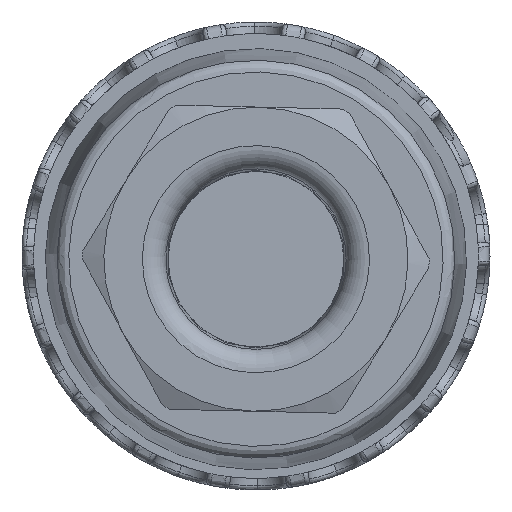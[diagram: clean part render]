
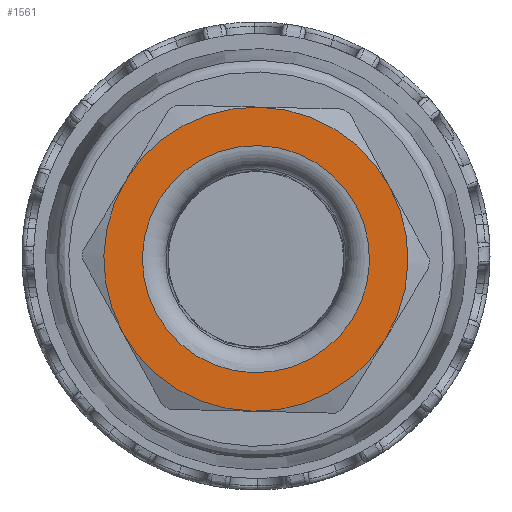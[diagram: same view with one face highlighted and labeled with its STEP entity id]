
A CAD part, front view. The second image highlights one B-rep face of the part: STEP entity #1561.
In plain terms, the highlighted planar face has unit normal (0, -1, 0).
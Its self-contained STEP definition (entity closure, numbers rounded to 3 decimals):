
#565=FACE_BOUND('',#2453,.T.);
#566=FACE_BOUND('',#2454,.T.);
#1561=ADVANCED_FACE('',(#565,#566),#1778,.F.);
#1778=PLANE('',#7515);
#2453=EDGE_LOOP('',(#4494));
#2454=EDGE_LOOP('',(#4495,#4496,#4497,#4498,#4499,#4500));
#2905=CIRCLE('',#7508,4.854);
#2906=CIRCLE('',#7509,6.5);
#2907=CIRCLE('',#7510,6.5);
#2908=CIRCLE('',#7511,6.5);
#2909=CIRCLE('',#7512,6.5);
#2910=CIRCLE('',#7513,6.5);
#2911=CIRCLE('',#7514,6.5);
#4494=ORIENTED_EDGE('',*,*,#6318,.T.);
#4495=ORIENTED_EDGE('',*,*,#6319,.F.);
#4496=ORIENTED_EDGE('',*,*,#6320,.F.);
#4497=ORIENTED_EDGE('',*,*,#6321,.F.);
#4498=ORIENTED_EDGE('',*,*,#6322,.F.);
#4499=ORIENTED_EDGE('',*,*,#6323,.F.);
#4500=ORIENTED_EDGE('',*,*,#6324,.F.);
#5420=VERTEX_POINT('',#14413);
#5421=VERTEX_POINT('',#14415);
#5422=VERTEX_POINT('',#14416);
#5423=VERTEX_POINT('',#14418);
#5424=VERTEX_POINT('',#14420);
#5425=VERTEX_POINT('',#14422);
#5426=VERTEX_POINT('',#14424);
#6318=EDGE_CURVE('',#5420,#5420,#2905,.T.);
#6319=EDGE_CURVE('',#5421,#5422,#2906,.T.);
#6320=EDGE_CURVE('',#5423,#5421,#2907,.T.);
#6321=EDGE_CURVE('',#5424,#5423,#2908,.T.);
#6322=EDGE_CURVE('',#5425,#5424,#2909,.T.);
#6323=EDGE_CURVE('',#5426,#5425,#2910,.T.);
#6324=EDGE_CURVE('',#5422,#5426,#2911,.T.);
#7508=AXIS2_PLACEMENT_3D('',#14412,#8848,#8849);
#7509=AXIS2_PLACEMENT_3D('',#14414,#8850,#8851);
#7510=AXIS2_PLACEMENT_3D('',#14417,#8852,#8853);
#7511=AXIS2_PLACEMENT_3D('',#14419,#8854,#8855);
#7512=AXIS2_PLACEMENT_3D('',#14421,#8856,#8857);
#7513=AXIS2_PLACEMENT_3D('',#14423,#8858,#8859);
#7514=AXIS2_PLACEMENT_3D('',#14425,#8860,#8861);
#7515=AXIS2_PLACEMENT_3D('',#14426,#8862,#8863);
#8848=DIRECTION('',(0.,1.,0.));
#8849=DIRECTION('',(-0.479,0.,0.878));
#8850=DIRECTION('',(0.,1.,0.));
#8851=DIRECTION('',(-0.878,0.,-0.479));
#8852=DIRECTION('',(0.,1.,0.));
#8853=DIRECTION('',(-0.878,0.,-0.479));
#8854=DIRECTION('',(0.,1.,0.));
#8855=DIRECTION('',(-0.878,0.,-0.479));
#8856=DIRECTION('',(0.,1.,0.));
#8857=DIRECTION('',(-0.878,0.,-0.479));
#8858=DIRECTION('',(0.,1.,0.));
#8859=DIRECTION('',(-0.878,0.,-0.479));
#8860=DIRECTION('',(0.,1.,0.));
#8861=DIRECTION('',(-0.878,0.,-0.479));
#8862=DIRECTION('',(0.,1.,0.));
#8863=DIRECTION('',(-0.479,0.,0.878));
#14412=CARTESIAN_POINT('',(-0.003,-30.127,-0.135));
#14413=CARTESIAN_POINT('',(-2.33,-30.127,4.125));
#14414=CARTESIAN_POINT('',(-0.003,-30.127,-0.135));
#14415=CARTESIAN_POINT('',(-5.554,-30.127,3.246));
#14416=CARTESIAN_POINT('',(0.15,-30.127,6.363));
#14417=CARTESIAN_POINT('',(-0.003,-30.127,-0.135));
#14418=CARTESIAN_POINT('',(-5.707,-30.127,-3.252));
#14419=CARTESIAN_POINT('',(-0.003,-30.127,-0.135));
#14420=CARTESIAN_POINT('',(-0.156,-30.127,-6.634));
#14421=CARTESIAN_POINT('',(-0.003,-30.127,-0.135));
#14422=CARTESIAN_POINT('',(5.548,-30.127,-3.517));
#14423=CARTESIAN_POINT('',(-0.003,-30.127,-0.135));
#14424=CARTESIAN_POINT('',(5.701,-30.127,2.981));
#14425=CARTESIAN_POINT('',(-0.003,-30.127,-0.135));
#14426=CARTESIAN_POINT('',(-0.309,-30.127,-13.131));
